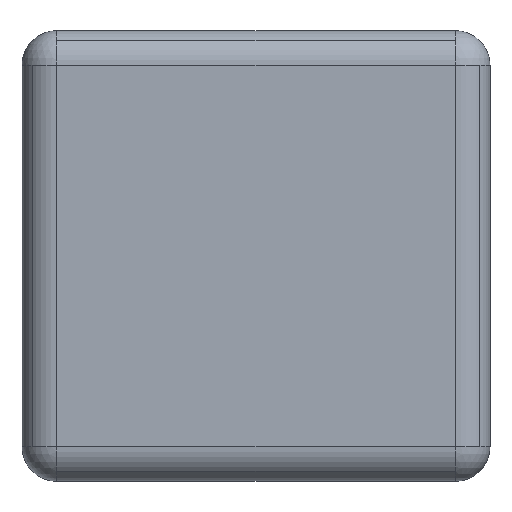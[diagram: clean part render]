
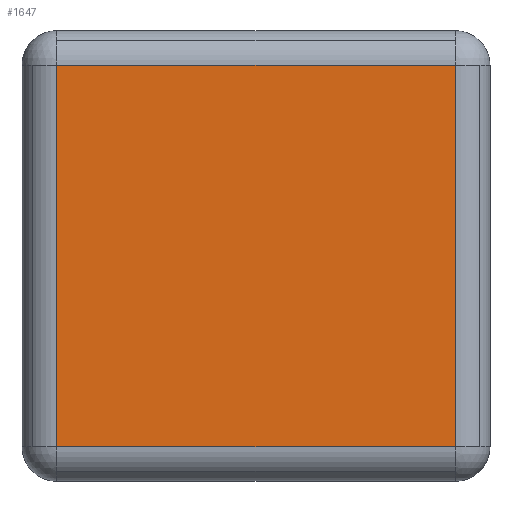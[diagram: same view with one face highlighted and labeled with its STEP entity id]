
A CAD part, left-side view. The second image highlights one B-rep face of the part: STEP entity #1647.
In plain terms, the highlighted planar face has unit normal (-1, 0, 0).
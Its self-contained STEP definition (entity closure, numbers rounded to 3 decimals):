
#1305=CARTESIAN_POINT('',(-1.05,-0.575,0.1));
#1306=VERTEX_POINT('',#1305);
#1314=CARTESIAN_POINT('',(-1.05,0.575,0.1));
#1315=VERTEX_POINT('',#1314);
#1316=CARTESIAN_POINT('',(-1.05,-0.575,0.1));
#1317=DIRECTION('',(0.0,1.0,0.0));
#1318=VECTOR('',#1317,1.15);
#1319=LINE('',#1316,#1318);
#1320=EDGE_CURVE('',#1306,#1315,#1319,.T.);
#1518=CARTESIAN_POINT('',(-1.05,0.575,1.2));
#1519=VERTEX_POINT('',#1518);
#1520=CARTESIAN_POINT('',(-1.05,0.575,0.1));
#1521=DIRECTION('',(0.0,0.0,1.0));
#1522=VECTOR('',#1521,1.1);
#1523=LINE('',#1520,#1522);
#1524=EDGE_CURVE('',#1315,#1519,#1523,.T.);
#1606=CARTESIAN_POINT('',(-1.05,-0.575,1.2));
#1607=VERTEX_POINT('',#1606);
#1615=CARTESIAN_POINT('',(-1.05,-0.575,1.2));
#1616=DIRECTION('',(0.0,0.0,-1.0));
#1617=VECTOR('',#1616,1.1);
#1618=LINE('',#1615,#1617);
#1619=EDGE_CURVE('',#1607,#1306,#1618,.T.);
#1631=CARTESIAN_POINT('',(-1.05,-0.675,0.0));
#1632=DIRECTION('',(-1.0,0.0,0.0));
#1633=DIRECTION('',(0.0,0.0,1.0));
#1634=AXIS2_PLACEMENT_3D('',#1631,#1632,#1633);
#1635=PLANE('',#1634);
#1636=ORIENTED_EDGE('',*,*,#1619,.F.);
#1637=CARTESIAN_POINT('',(-1.05,0.575,1.2));
#1638=DIRECTION('',(0.0,-1.0,0.0));
#1639=VECTOR('',#1638,1.15);
#1640=LINE('',#1637,#1639);
#1641=EDGE_CURVE('',#1519,#1607,#1640,.T.);
#1642=ORIENTED_EDGE('',*,*,#1641,.F.);
#1643=ORIENTED_EDGE('',*,*,#1524,.F.);
#1644=ORIENTED_EDGE('',*,*,#1320,.F.);
#1645=EDGE_LOOP('',(#1636,#1642,#1643,#1644));
#1646=FACE_OUTER_BOUND('',#1645,.T.);
#1647=ADVANCED_FACE('',(#1646),#1635,.T.);
